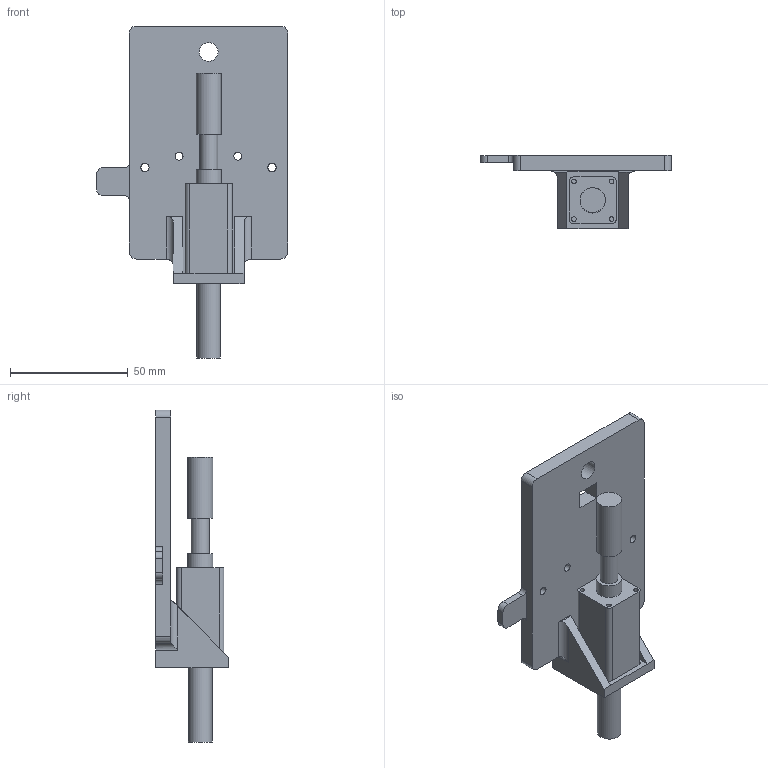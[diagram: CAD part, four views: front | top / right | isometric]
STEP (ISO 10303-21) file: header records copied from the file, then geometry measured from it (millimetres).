
FILE_DESCRIPTION(/* description */ (''),/* implementation_level */ '2;1');
FILE_NAME(/* name */ 'ChipMounter.step',/* time_stamp */ '2022-08-21T15:18:34+09:00',/* author */ (''),/* organization */ (''),/* preprocessor_version */ 'ST-DEVELOPER v19',/* originating_system */ 'Autodesk Translation Framework v11.7.0.108',/* authorisation */ '');
FILE_SCHEMA (('AUTOMOTIVE_DESIGN { 1 0 10303 214 3 1 1 }'));
Length unit declared in the file: millimetre
Products named in the file (3): ChipMounter; PickUpTool; JIG
Assembly tree (2 placements, depth 2):
  ChipMounter
    PickUpTool
    JIG
Bounding box: 81.2 x 31 x 141 mm (x, y, z)
Volume: 69581.9 mm3; surface area: 26648.8 mm2
Topology: 2 solids, 2 shells, 95 faces, 218 edges, 144 vertices
Faces by surface type: plane 51, cylinder 44
Full cylindrical faces by diameter (mm): 2 x8, 2.5 x4, 3.4 x2, 3.5 x2, 7.6 x1, 8 x1, 10 x1, 10.5 x3, 10.62 x1, 10.8 x1, 15 x1, 15.4 x1
Entity records: 2837 total; most frequent: DIRECTION 506, CARTESIAN_POINT 462, ORIENTED_EDGE 436, EDGE_CURVE 218, AXIS2_PLACEMENT_3D 188, VERTEX_POINT 144, EDGE_LOOP 134, LINE 130
